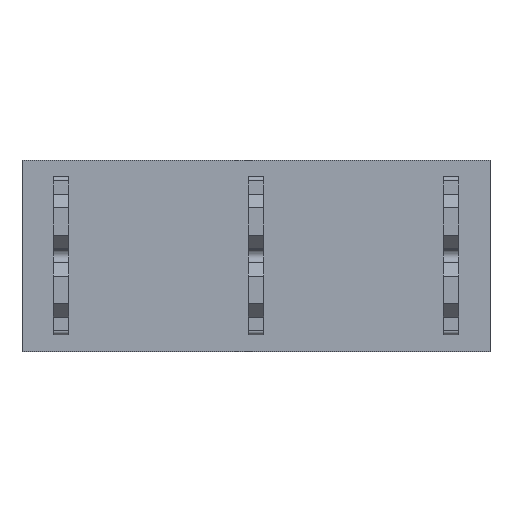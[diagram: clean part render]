
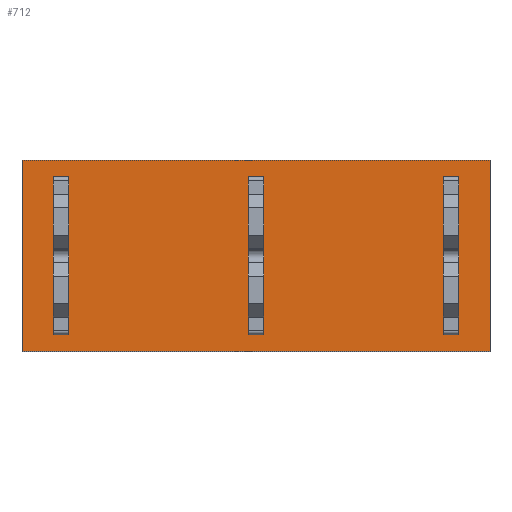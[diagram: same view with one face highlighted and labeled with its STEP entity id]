
A CAD part, top view. The second image highlights one B-rep face of the part: STEP entity #712.
In plain terms, the highlighted planar face has unit normal (0, 0, 1).
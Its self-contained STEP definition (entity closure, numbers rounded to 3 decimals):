
#556=AXIS2_PLACEMENT_3D('Plane Axis2P3D',#553,#554,#555) ;
#284=CARTESIAN_POINT('Vertex',(24.,0.,9.5)) ;
#291=CARTESIAN_POINT('Vertex',(24.,9.8,9.5)) ;
#294=CARTESIAN_POINT('Line Origine',(24.,4.9,9.5)) ;
#311=CARTESIAN_POINT('Line Origine',(0.,4.9,9.5)) ;
#315=CARTESIAN_POINT('Vertex',(0.,0.,9.5)) ;
#317=CARTESIAN_POINT('Vertex',(0.,9.8,9.5)) ;
#342=CARTESIAN_POINT('Line Origine',(12.,0.,9.5)) ;
#359=CARTESIAN_POINT('Line Origine',(12.,9.8,9.5)) ;
#380=CARTESIAN_POINT('Vertex',(2.4,7.9,9.5)) ;
#387=CARTESIAN_POINT('Vertex',(2.4,6.9,9.5)) ;
#390=CARTESIAN_POINT('Line Origine',(2.4,7.4,9.5)) ;
#407=CARTESIAN_POINT('Line Origine',(2.,7.9,9.5)) ;
#411=CARTESIAN_POINT('Vertex',(1.6,7.9,9.5)) ;
#435=CARTESIAN_POINT('Vertex',(1.6,6.9,9.5)) ;
#438=CARTESIAN_POINT('Line Origine',(2.,6.9,9.5)) ;
#455=CARTESIAN_POINT('Line Origine',(1.6,7.4,9.5)) ;
#467=CARTESIAN_POINT('Line Origine',(2.4,2.4,9.5)) ;
#471=CARTESIAN_POINT('Vertex',(2.4,2.9,9.5)) ;
#473=CARTESIAN_POINT('Vertex',(2.4,1.9,9.5)) ;
#498=CARTESIAN_POINT('Line Origine',(2.,2.9,9.5)) ;
#502=CARTESIAN_POINT('Vertex',(1.6,2.9,9.5)) ;
#526=CARTESIAN_POINT('Vertex',(1.6,1.9,9.5)) ;
#529=CARTESIAN_POINT('Line Origine',(2.,1.9,9.5)) ;
#541=CARTESIAN_POINT('Line Origine',(1.6,2.4,9.5)) ;
#553=CARTESIAN_POINT('Axis2P3D Location',(0.,9.8,9.5)) ;
#564=CARTESIAN_POINT('Line Origine',(12.4,2.4,9.5)) ;
#568=CARTESIAN_POINT('Vertex',(12.4,2.9,9.5)) ;
#570=CARTESIAN_POINT('Vertex',(12.4,1.9,9.5)) ;
#573=CARTESIAN_POINT('Line Origine',(12.,1.9,9.5)) ;
#577=CARTESIAN_POINT('Vertex',(11.6,1.9,9.5)) ;
#580=CARTESIAN_POINT('Line Origine',(11.6,2.4,9.5)) ;
#584=CARTESIAN_POINT('Vertex',(11.6,2.9,9.5)) ;
#587=CARTESIAN_POINT('Line Origine',(12.,2.9,9.5)) ;
#598=CARTESIAN_POINT('Line Origine',(22.4,2.4,9.5)) ;
#602=CARTESIAN_POINT('Vertex',(22.4,2.9,9.5)) ;
#604=CARTESIAN_POINT('Vertex',(22.4,1.9,9.5)) ;
#607=CARTESIAN_POINT('Line Origine',(22.,1.9,9.5)) ;
#611=CARTESIAN_POINT('Vertex',(21.6,1.9,9.5)) ;
#614=CARTESIAN_POINT('Line Origine',(21.6,2.4,9.5)) ;
#618=CARTESIAN_POINT('Vertex',(21.6,2.9,9.5)) ;
#621=CARTESIAN_POINT('Line Origine',(22.,2.9,9.5)) ;
#632=CARTESIAN_POINT('Line Origine',(22.,6.9,9.5)) ;
#636=CARTESIAN_POINT('Vertex',(21.6,6.9,9.5)) ;
#638=CARTESIAN_POINT('Vertex',(22.4,6.9,9.5)) ;
#641=CARTESIAN_POINT('Line Origine',(21.6,7.4,9.5)) ;
#645=CARTESIAN_POINT('Vertex',(21.6,7.9,9.5)) ;
#648=CARTESIAN_POINT('Line Origine',(22.,7.9,9.5)) ;
#652=CARTESIAN_POINT('Vertex',(22.4,7.9,9.5)) ;
#655=CARTESIAN_POINT('Line Origine',(22.4,7.4,9.5)) ;
#678=CARTESIAN_POINT('Line Origine',(12.4,7.4,9.5)) ;
#682=CARTESIAN_POINT('Vertex',(12.4,7.9,9.5)) ;
#684=CARTESIAN_POINT('Vertex',(12.4,6.9,9.5)) ;
#687=CARTESIAN_POINT('Line Origine',(12.,6.9,9.5)) ;
#691=CARTESIAN_POINT('Vertex',(11.6,6.9,9.5)) ;
#694=CARTESIAN_POINT('Line Origine',(11.6,7.4,9.5)) ;
#698=CARTESIAN_POINT('Vertex',(11.6,7.9,9.5)) ;
#701=CARTESIAN_POINT('Line Origine',(12.,7.9,9.5)) ;
#295=DIRECTION('Vector Direction',(0.,-1.,0.)) ;
#312=DIRECTION('Vector Direction',(0.,-1.,0.)) ;
#343=DIRECTION('Vector Direction',(1.,0.,0.)) ;
#360=DIRECTION('Vector Direction',(1.,0.,0.)) ;
#391=DIRECTION('Vector Direction',(0.,-1.,0.)) ;
#408=DIRECTION('Vector Direction',(1.,0.,0.)) ;
#439=DIRECTION('Vector Direction',(1.,0.,0.)) ;
#456=DIRECTION('Vector Direction',(0.,-1.,0.)) ;
#468=DIRECTION('Vector Direction',(0.,-1.,0.)) ;
#499=DIRECTION('Vector Direction',(1.,0.,0.)) ;
#530=DIRECTION('Vector Direction',(1.,0.,0.)) ;
#542=DIRECTION('Vector Direction',(0.,-1.,0.)) ;
#554=DIRECTION('Axis2P3D Direction',(-0.,0.,1.)) ;
#555=DIRECTION('Axis2P3D XDirection',(0.,-1.,0.)) ;
#565=DIRECTION('Vector Direction',(0.,-1.,0.)) ;
#574=DIRECTION('Vector Direction',(1.,0.,0.)) ;
#581=DIRECTION('Vector Direction',(0.,-1.,0.)) ;
#588=DIRECTION('Vector Direction',(1.,0.,0.)) ;
#599=DIRECTION('Vector Direction',(0.,-1.,0.)) ;
#608=DIRECTION('Vector Direction',(1.,0.,0.)) ;
#615=DIRECTION('Vector Direction',(0.,-1.,0.)) ;
#622=DIRECTION('Vector Direction',(1.,0.,0.)) ;
#633=DIRECTION('Vector Direction',(1.,0.,0.)) ;
#642=DIRECTION('Vector Direction',(0.,-1.,0.)) ;
#649=DIRECTION('Vector Direction',(1.,0.,0.)) ;
#656=DIRECTION('Vector Direction',(0.,-1.,0.)) ;
#679=DIRECTION('Vector Direction',(0.,-1.,0.)) ;
#688=DIRECTION('Vector Direction',(1.,0.,0.)) ;
#695=DIRECTION('Vector Direction',(0.,-1.,0.)) ;
#702=DIRECTION('Vector Direction',(1.,0.,0.)) ;
#296=VECTOR('Line Direction',#295,1.) ;
#313=VECTOR('Line Direction',#312,1.) ;
#344=VECTOR('Line Direction',#343,1.) ;
#361=VECTOR('Line Direction',#360,1.) ;
#392=VECTOR('Line Direction',#391,1.) ;
#409=VECTOR('Line Direction',#408,1.) ;
#440=VECTOR('Line Direction',#439,1.) ;
#457=VECTOR('Line Direction',#456,1.) ;
#469=VECTOR('Line Direction',#468,1.) ;
#500=VECTOR('Line Direction',#499,1.) ;
#531=VECTOR('Line Direction',#530,1.) ;
#543=VECTOR('Line Direction',#542,1.) ;
#566=VECTOR('Line Direction',#565,1.) ;
#575=VECTOR('Line Direction',#574,1.) ;
#582=VECTOR('Line Direction',#581,1.) ;
#589=VECTOR('Line Direction',#588,1.) ;
#600=VECTOR('Line Direction',#599,1.) ;
#609=VECTOR('Line Direction',#608,1.) ;
#616=VECTOR('Line Direction',#615,1.) ;
#623=VECTOR('Line Direction',#622,1.) ;
#634=VECTOR('Line Direction',#633,1.) ;
#643=VECTOR('Line Direction',#642,1.) ;
#650=VECTOR('Line Direction',#649,1.) ;
#657=VECTOR('Line Direction',#656,1.) ;
#680=VECTOR('Line Direction',#679,1.) ;
#689=VECTOR('Line Direction',#688,1.) ;
#696=VECTOR('Line Direction',#695,1.) ;
#703=VECTOR('Line Direction',#702,1.) ;
#559=ORIENTED_EDGE('',*,*,#363,.F.) ;
#560=ORIENTED_EDGE('',*,*,#319,.F.) ;
#561=ORIENTED_EDGE('',*,*,#346,.T.) ;
#562=ORIENTED_EDGE('',*,*,#298,.T.) ;
#593=ORIENTED_EDGE('',*,*,#572,.T.) ;
#594=ORIENTED_EDGE('',*,*,#579,.F.) ;
#595=ORIENTED_EDGE('',*,*,#586,.F.) ;
#596=ORIENTED_EDGE('',*,*,#591,.T.) ;
#627=ORIENTED_EDGE('',*,*,#606,.T.) ;
#628=ORIENTED_EDGE('',*,*,#613,.F.) ;
#629=ORIENTED_EDGE('',*,*,#620,.F.) ;
#630=ORIENTED_EDGE('',*,*,#625,.T.) ;
#661=ORIENTED_EDGE('',*,*,#640,.F.) ;
#662=ORIENTED_EDGE('',*,*,#647,.F.) ;
#663=ORIENTED_EDGE('',*,*,#654,.T.) ;
#664=ORIENTED_EDGE('',*,*,#659,.T.) ;
#667=ORIENTED_EDGE('',*,*,#459,.F.) ;
#668=ORIENTED_EDGE('',*,*,#413,.T.) ;
#669=ORIENTED_EDGE('',*,*,#394,.T.) ;
#670=ORIENTED_EDGE('',*,*,#442,.F.) ;
#673=ORIENTED_EDGE('',*,*,#504,.T.) ;
#674=ORIENTED_EDGE('',*,*,#475,.T.) ;
#675=ORIENTED_EDGE('',*,*,#533,.F.) ;
#676=ORIENTED_EDGE('',*,*,#545,.F.) ;
#707=ORIENTED_EDGE('',*,*,#686,.T.) ;
#708=ORIENTED_EDGE('',*,*,#693,.F.) ;
#709=ORIENTED_EDGE('',*,*,#700,.F.) ;
#710=ORIENTED_EDGE('',*,*,#705,.T.) ;
#597=FACE_BOUND('',#592,.T.) ;
#631=FACE_BOUND('',#626,.T.) ;
#665=FACE_BOUND('',#660,.T.) ;
#671=FACE_BOUND('',#666,.T.) ;
#677=FACE_BOUND('',#672,.T.) ;
#711=FACE_BOUND('',#706,.T.) ;
#712=ADVANCED_FACE('_PCF 10.00/03/180 3.5 OR 9500760000',(#563,#597,#631,#665,#671,#677,#711),#557,.T.) ;
#298=EDGE_CURVE('',#285,#292,#297,.F.) ;
#319=EDGE_CURVE('',#316,#318,#314,.F.) ;
#346=EDGE_CURVE('',#316,#285,#345,.T.) ;
#363=EDGE_CURVE('',#318,#292,#362,.T.) ;
#394=EDGE_CURVE('',#381,#388,#393,.T.) ;
#413=EDGE_CURVE('',#412,#381,#410,.T.) ;
#442=EDGE_CURVE('',#436,#388,#441,.T.) ;
#459=EDGE_CURVE('',#412,#436,#458,.T.) ;
#475=EDGE_CURVE('',#472,#474,#470,.T.) ;
#504=EDGE_CURVE('',#503,#472,#501,.T.) ;
#533=EDGE_CURVE('',#527,#474,#532,.T.) ;
#545=EDGE_CURVE('',#503,#527,#544,.T.) ;
#572=EDGE_CURVE('',#569,#571,#567,.T.) ;
#579=EDGE_CURVE('',#578,#571,#576,.T.) ;
#586=EDGE_CURVE('',#585,#578,#583,.T.) ;
#591=EDGE_CURVE('',#585,#569,#590,.T.) ;
#606=EDGE_CURVE('',#603,#605,#601,.T.) ;
#613=EDGE_CURVE('',#612,#605,#610,.T.) ;
#620=EDGE_CURVE('',#619,#612,#617,.T.) ;
#625=EDGE_CURVE('',#619,#603,#624,.T.) ;
#640=EDGE_CURVE('',#637,#639,#635,.T.) ;
#647=EDGE_CURVE('',#646,#637,#644,.T.) ;
#654=EDGE_CURVE('',#646,#653,#651,.T.) ;
#659=EDGE_CURVE('',#653,#639,#658,.T.) ;
#686=EDGE_CURVE('',#683,#685,#681,.T.) ;
#693=EDGE_CURVE('',#692,#685,#690,.T.) ;
#700=EDGE_CURVE('',#699,#692,#697,.T.) ;
#705=EDGE_CURVE('',#699,#683,#704,.T.) ;
#558=EDGE_LOOP('',(#559,#560,#561,#562)) ;
#592=EDGE_LOOP('',(#593,#594,#595,#596)) ;
#626=EDGE_LOOP('',(#627,#628,#629,#630)) ;
#660=EDGE_LOOP('',(#661,#662,#663,#664)) ;
#666=EDGE_LOOP('',(#667,#668,#669,#670)) ;
#672=EDGE_LOOP('',(#673,#674,#675,#676)) ;
#706=EDGE_LOOP('',(#707,#708,#709,#710)) ;
#563=FACE_OUTER_BOUND('',#558,.T.) ;
#297=LINE('Line',#294,#296) ;
#314=LINE('Line',#311,#313) ;
#345=LINE('Line',#342,#344) ;
#362=LINE('Line',#359,#361) ;
#393=LINE('Line',#390,#392) ;
#410=LINE('Line',#407,#409) ;
#441=LINE('Line',#438,#440) ;
#458=LINE('Line',#455,#457) ;
#470=LINE('Line',#467,#469) ;
#501=LINE('Line',#498,#500) ;
#532=LINE('Line',#529,#531) ;
#544=LINE('Line',#541,#543) ;
#567=LINE('Line',#564,#566) ;
#576=LINE('Line',#573,#575) ;
#583=LINE('Line',#580,#582) ;
#590=LINE('Line',#587,#589) ;
#601=LINE('Line',#598,#600) ;
#610=LINE('Line',#607,#609) ;
#617=LINE('Line',#614,#616) ;
#624=LINE('Line',#621,#623) ;
#635=LINE('Line',#632,#634) ;
#644=LINE('Line',#641,#643) ;
#651=LINE('Line',#648,#650) ;
#658=LINE('Line',#655,#657) ;
#681=LINE('Line',#678,#680) ;
#690=LINE('Line',#687,#689) ;
#697=LINE('Line',#694,#696) ;
#704=LINE('Line',#701,#703) ;
#557=PLANE('',#556) ;
#285=VERTEX_POINT('',#284) ;
#292=VERTEX_POINT('',#291) ;
#316=VERTEX_POINT('',#315) ;
#318=VERTEX_POINT('',#317) ;
#381=VERTEX_POINT('',#380) ;
#388=VERTEX_POINT('',#387) ;
#412=VERTEX_POINT('',#411) ;
#436=VERTEX_POINT('',#435) ;
#472=VERTEX_POINT('',#471) ;
#474=VERTEX_POINT('',#473) ;
#503=VERTEX_POINT('',#502) ;
#527=VERTEX_POINT('',#526) ;
#569=VERTEX_POINT('',#568) ;
#571=VERTEX_POINT('',#570) ;
#578=VERTEX_POINT('',#577) ;
#585=VERTEX_POINT('',#584) ;
#603=VERTEX_POINT('',#602) ;
#605=VERTEX_POINT('',#604) ;
#612=VERTEX_POINT('',#611) ;
#619=VERTEX_POINT('',#618) ;
#637=VERTEX_POINT('',#636) ;
#639=VERTEX_POINT('',#638) ;
#646=VERTEX_POINT('',#645) ;
#653=VERTEX_POINT('',#652) ;
#683=VERTEX_POINT('',#682) ;
#685=VERTEX_POINT('',#684) ;
#692=VERTEX_POINT('',#691) ;
#699=VERTEX_POINT('',#698) ;
